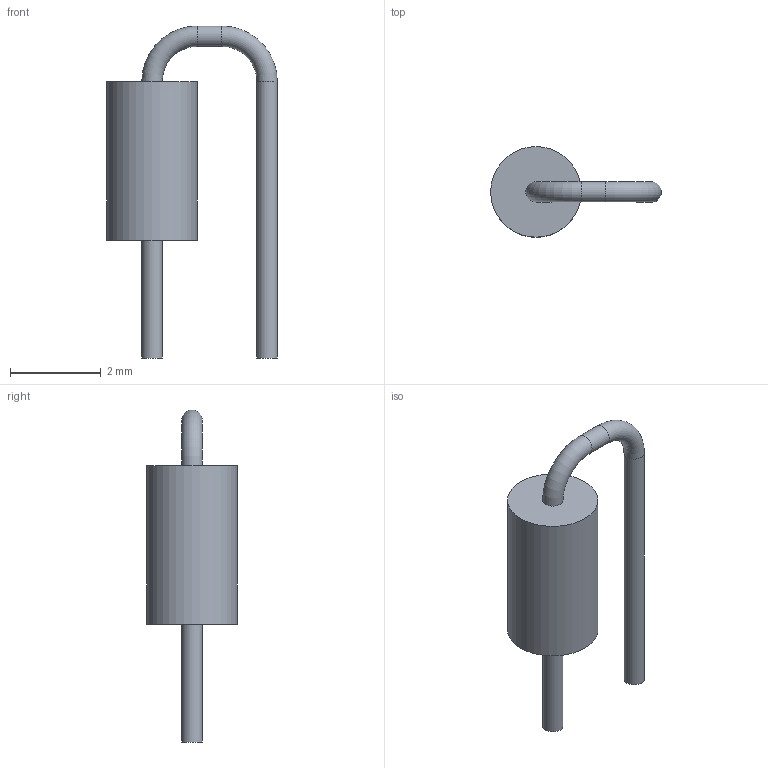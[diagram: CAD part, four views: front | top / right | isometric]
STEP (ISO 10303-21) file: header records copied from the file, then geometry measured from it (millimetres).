
FILE_DESCRIPTION(('FreeCAD Model'),'2;1');
FILE_NAME('R_MF12_P2.54_V.step','2019-07-23T08:26:17',('Author'),(''), 'Open CASCADE STEP processor 7.3','FreeCAD','Unknown');
FILE_SCHEMA(('AUTOMOTIVE_DESIGN { 1 0 10303 214 1 1 1 1 }'));
Length unit declared in the file: millimetre
Products named in the file (1): R_MF12_P2.54_V
Bounding box: 3.77 x 2 x 7.33 mm (x, y, z)
Volume: 13 mm3; surface area: 45.8 mm2
Topology: 1 solids, 1 shells, 10 faces, 15 edges, 9 vertices
Faces by surface type: cylinder 4, plane 4, torus 2
Full cylindrical faces by diameter (mm): 0.45 x3, 2 x1
Entity records: 309 total; most frequent: DIRECTION 48, CARTESIAN_POINT 35, ORIENTED_EDGE 30, AXIS2_PLACEMENT_3D 22, EDGE_CURVE 15, FACE_BOUND 12, EDGE_LOOP 12, CIRCLE 11
